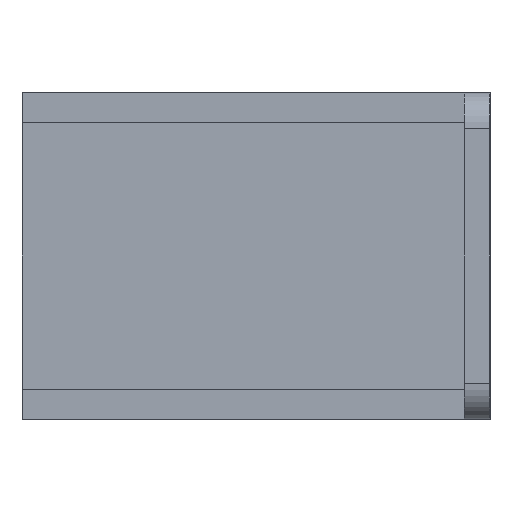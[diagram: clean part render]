
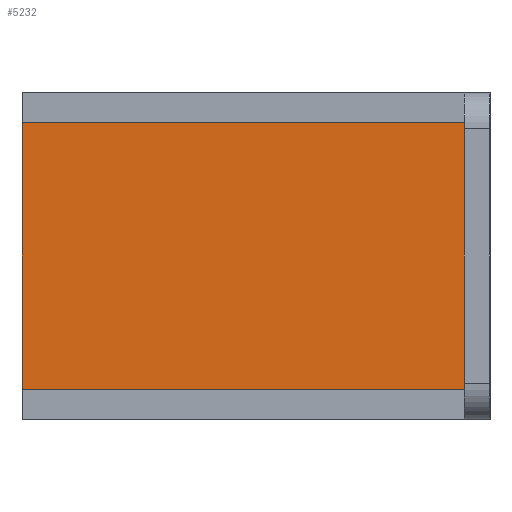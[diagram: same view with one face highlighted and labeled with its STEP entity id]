
A CAD part, left-side view. The second image highlights one B-rep face of the part: STEP entity #5232.
In plain terms, the highlighted planar face has unit normal (-1, 0, 0).
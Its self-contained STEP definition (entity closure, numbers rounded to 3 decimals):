
#2909 = PLANE('',#2910);
#2910 = AXIS2_PLACEMENT_3D('',#2911,#2912,#2913);
#2911 = CARTESIAN_POINT('',(0.,0.,-0.018));
#2912 = DIRECTION('',(0.,1.,0.));
#2913 = DIRECTION('',(0.,0.,1.));
#3504 = VERTEX_POINT('',#3505);
#3505 = CARTESIAN_POINT('',(-95.4,0.,18.1));
#3519 = PLANE('',#3520);
#3520 = AXIS2_PLACEMENT_3D('',#3521,#3522,#3523);
#3521 = CARTESIAN_POINT('',(-95.4,0.,22.225));
#3522 = DIRECTION('',(-1.,0.,0.));
#3523 = DIRECTION('',(0.,0.,-1.));
#3531 = EDGE_CURVE('',#3504,#3532,#3534,.T.);
#3532 = VERTEX_POINT('',#3533);
#3533 = CARTESIAN_POINT('',(-95.4,0.,-18.1));
#3534 = SURFACE_CURVE('',#3535,(#3539,#3546),.PCURVE_S1.);
#3535 = LINE('',#3536,#3537);
#3536 = CARTESIAN_POINT('',(-95.4,0.,18.1));
#3537 = VECTOR('',#3538,1.);
#3538 = DIRECTION('',(0.,0.,-1.));
#3539 = PCURVE('',#2909,#3540);
#3540 = DEFINITIONAL_REPRESENTATION('',(#3541),#3545);
#3541 = LINE('',#3542,#3543);
#3542 = CARTESIAN_POINT('',(18.118,-95.4));
#3543 = VECTOR('',#3544,1.);
#3544 = DIRECTION('',(-1.,0.));
#3545 = ( GEOMETRIC_REPRESENTATION_CONTEXT(2) 
PARAMETRIC_REPRESENTATION_CONTEXT() REPRESENTATION_CONTEXT('2D SPACE',''
  ) );
#3546 = PCURVE('',#3547,#3552);
#3547 = PLANE('',#3548);
#3548 = AXIS2_PLACEMENT_3D('',#3549,#3550,#3551);
#3549 = CARTESIAN_POINT('',(-95.4,0.,18.1));
#3550 = DIRECTION('',(-1.,0.,0.));
#3551 = DIRECTION('',(0.,0.,-1.));
#3552 = DEFINITIONAL_REPRESENTATION('',(#3553),#3557);
#3553 = LINE('',#3554,#3555);
#3554 = CARTESIAN_POINT('',(0.,0.));
#3555 = VECTOR('',#3556,1.);
#3556 = DIRECTION('',(1.,0.));
#3557 = ( GEOMETRIC_REPRESENTATION_CONTEXT(2) 
PARAMETRIC_REPRESENTATION_CONTEXT() REPRESENTATION_CONTEXT('2D SPACE',''
  ) );
#3575 = PLANE('',#3576);
#3576 = AXIS2_PLACEMENT_3D('',#3577,#3578,#3579);
#3577 = CARTESIAN_POINT('',(-95.4,0.,-18.1));
#3578 = DIRECTION('',(-1.,0.,0.));
#3579 = DIRECTION('',(0.,0.,-1.));
#4451 = PLANE('',#4452);
#4452 = AXIS2_PLACEMENT_3D('',#4453,#4454,#4455);
#4453 = CARTESIAN_POINT('',(-27.357,60.,-10.724));
#4454 = DIRECTION('',(0.,1.,0.));
#4455 = DIRECTION('',(0.,0.,1.));
#5132 = EDGE_CURVE('',#3532,#5133,#5135,.T.);
#5133 = VERTEX_POINT('',#5134);
#5134 = CARTESIAN_POINT('',(-95.4,60.,-18.1));
#5135 = SURFACE_CURVE('',#5136,(#5140,#5147),.PCURVE_S1.);
#5136 = LINE('',#5137,#5138);
#5137 = CARTESIAN_POINT('',(-95.4,0.,-18.1));
#5138 = VECTOR('',#5139,1.);
#5139 = DIRECTION('',(0.,1.,0.));
#5140 = PCURVE('',#3575,#5141);
#5141 = DEFINITIONAL_REPRESENTATION('',(#5142),#5146);
#5142 = LINE('',#5143,#5144);
#5143 = CARTESIAN_POINT('',(0.,0.));
#5144 = VECTOR('',#5145,1.);
#5145 = DIRECTION('',(0.,-1.));
#5146 = ( GEOMETRIC_REPRESENTATION_CONTEXT(2) 
PARAMETRIC_REPRESENTATION_CONTEXT() REPRESENTATION_CONTEXT('2D SPACE',''
  ) );
#5147 = PCURVE('',#3547,#5148);
#5148 = DEFINITIONAL_REPRESENTATION('',(#5149),#5153);
#5149 = LINE('',#5150,#5151);
#5150 = CARTESIAN_POINT('',(36.2,0.));
#5151 = VECTOR('',#5152,1.);
#5152 = DIRECTION('',(0.,-1.));
#5153 = ( GEOMETRIC_REPRESENTATION_CONTEXT(2) 
PARAMETRIC_REPRESENTATION_CONTEXT() REPRESENTATION_CONTEXT('2D SPACE',''
  ) );
#5232 = ADVANCED_FACE('',(#5233),#3547,.T.);
#5233 = FACE_BOUND('',#5234,.T.);
#5234 = EDGE_LOOP('',(#5235,#5258,#5279,#5280));
#5235 = ORIENTED_EDGE('',*,*,#5236,.T.);
#5236 = EDGE_CURVE('',#3504,#5237,#5239,.T.);
#5237 = VERTEX_POINT('',#5238);
#5238 = CARTESIAN_POINT('',(-95.4,60.,18.1));
#5239 = SURFACE_CURVE('',#5240,(#5244,#5251),.PCURVE_S1.);
#5240 = LINE('',#5241,#5242);
#5241 = CARTESIAN_POINT('',(-95.4,0.,18.1));
#5242 = VECTOR('',#5243,1.);
#5243 = DIRECTION('',(0.,1.,0.));
#5244 = PCURVE('',#3547,#5245);
#5245 = DEFINITIONAL_REPRESENTATION('',(#5246),#5250);
#5246 = LINE('',#5247,#5248);
#5247 = CARTESIAN_POINT('',(0.,0.));
#5248 = VECTOR('',#5249,1.);
#5249 = DIRECTION('',(0.,-1.));
#5250 = ( GEOMETRIC_REPRESENTATION_CONTEXT(2) 
PARAMETRIC_REPRESENTATION_CONTEXT() REPRESENTATION_CONTEXT('2D SPACE',''
  ) );
#5251 = PCURVE('',#3519,#5252);
#5252 = DEFINITIONAL_REPRESENTATION('',(#5253),#5257);
#5253 = LINE('',#5254,#5255);
#5254 = CARTESIAN_POINT('',(4.125,0.));
#5255 = VECTOR('',#5256,1.);
#5256 = DIRECTION('',(0.,-1.));
#5257 = ( GEOMETRIC_REPRESENTATION_CONTEXT(2) 
PARAMETRIC_REPRESENTATION_CONTEXT() REPRESENTATION_CONTEXT('2D SPACE',''
  ) );
#5258 = ORIENTED_EDGE('',*,*,#5259,.T.);
#5259 = EDGE_CURVE('',#5237,#5133,#5260,.T.);
#5260 = SURFACE_CURVE('',#5261,(#5265,#5272),.PCURVE_S1.);
#5261 = LINE('',#5262,#5263);
#5262 = CARTESIAN_POINT('',(-95.4,60.,18.1));
#5263 = VECTOR('',#5264,1.);
#5264 = DIRECTION('',(0.,0.,-1.));
#5265 = PCURVE('',#3547,#5266);
#5266 = DEFINITIONAL_REPRESENTATION('',(#5267),#5271);
#5267 = LINE('',#5268,#5269);
#5268 = CARTESIAN_POINT('',(0.,-60.));
#5269 = VECTOR('',#5270,1.);
#5270 = DIRECTION('',(1.,0.));
#5271 = ( GEOMETRIC_REPRESENTATION_CONTEXT(2) 
PARAMETRIC_REPRESENTATION_CONTEXT() REPRESENTATION_CONTEXT('2D SPACE',''
  ) );
#5272 = PCURVE('',#4451,#5273);
#5273 = DEFINITIONAL_REPRESENTATION('',(#5274),#5278);
#5274 = LINE('',#5275,#5276);
#5275 = CARTESIAN_POINT('',(28.824,-68.043));
#5276 = VECTOR('',#5277,1.);
#5277 = DIRECTION('',(-1.,0.));
#5278 = ( GEOMETRIC_REPRESENTATION_CONTEXT(2) 
PARAMETRIC_REPRESENTATION_CONTEXT() REPRESENTATION_CONTEXT('2D SPACE',''
  ) );
#5279 = ORIENTED_EDGE('',*,*,#5132,.F.);
#5280 = ORIENTED_EDGE('',*,*,#3531,.F.);
